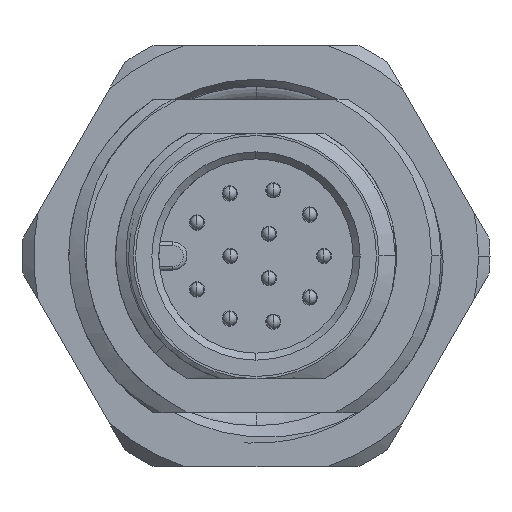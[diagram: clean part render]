
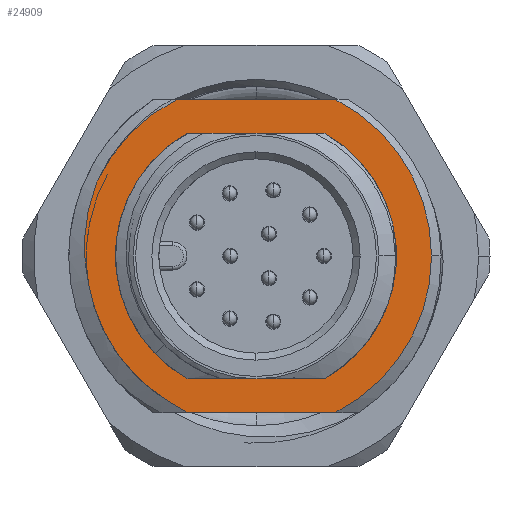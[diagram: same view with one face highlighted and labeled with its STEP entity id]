
A CAD part, left-side view. The second image highlights one B-rep face of the part: STEP entity #24909.
In plain terms, the highlighted planar face has unit normal (-1, 0, 0).
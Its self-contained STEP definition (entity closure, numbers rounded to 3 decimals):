
#375 = CARTESIAN_POINT ( 'NONE',  ( 0., 3.834, -12.854 ) ) ;
#628 = ORIENTED_EDGE ( 'NONE', *, *, #16426, .F. ) ;
#728 = CARTESIAN_POINT ( 'NONE',  ( 0., 6.821, -3.582 ) ) ;
#892 = CARTESIAN_POINT ( 'NONE',  ( 0., 4.266, -12.584 ) ) ;
#1115 = LINE ( 'NONE', #11849, #20437 ) ;
#1117 = CARTESIAN_POINT ( 'NONE',  ( 0., 3.544, -13.058 ) ) ;
#1144 = DIRECTION ( 'NONE',  ( 0., 0.449, 0.893 ) ) ;
#1278 = CARTESIAN_POINT ( 'NONE',  ( 0., 3.37, 0. ) ) ;
#1293 = DIRECTION ( 'NONE',  ( -1., 0., 0. ) ) ;
#1789 = ORIENTED_EDGE ( 'NONE', *, *, #16377, .F. ) ;
#2004 = DIRECTION ( 'NONE',  ( 0., -0.484, -0.875 ) ) ;
#2042 = ORIENTED_EDGE ( 'NONE', *, *, #24128, .T. ) ;
#3089 = VERTEX_POINT ( 'NONE', #34744 ) ;
#3232 = CARTESIAN_POINT ( 'NONE',  ( 0., -2.905, -11.95 ) ) ;
#3422 = VERTEX_POINT ( 'NONE', #33340 ) ;
#3676 = EDGE_CURVE ( 'NONE', #5380, #3422, #13701, .T. ) ;
#3947 = CIRCLE ( 'NONE', #32627, 6. ) ;
#4412 = CARTESIAN_POINT ( 'NONE',  ( 0., 2.905, -11.95 ) ) ;
#4931 = AXIS2_PLACEMENT_3D ( 'NONE', #6409, #27912, #1144 ) ;
#5088 = CIRCLE ( 'NONE', #19717, 7.5 ) ;
#5380 = VERTEX_POINT ( 'NONE', #13014 ) ;
#5560 = B_SPLINE_CURVE_WITH_KNOTS ( 'NONE', 3,
 ( #728, #13770, #21873, #16935, #22399, #11466, #32595, #25198 ),
 .UNSPECIFIED., .F., .F.,
 ( 4, 2, 2, 4 ),
 ( 0., 0.001, 0.002, 0.004 ),
 .UNSPECIFIED. ) ;
#5820 = ORIENTED_EDGE ( 'NONE', *, *, #7343, .T. ) ;
#6034 = CARTESIAN_POINT ( 'NONE',  ( 0., 0., -6.7 ) ) ;
#6045 = DIRECTION ( 'NONE',  ( 0., 1., 0. ) ) ;
#6048 = PLANE ( 'NONE',  #16057 ) ;
#6163 = CARTESIAN_POINT ( 'NONE',  ( 0., 4.663, -12.274 ) ) ;
#6409 = CARTESIAN_POINT ( 'NONE',  ( 0., 0., -6.7 ) ) ;
#6785 = EDGE_LOOP ( 'NONE', ( #16876, #8573, #20325, #13431, #1789, #2042, #27441, #5820 ) ) ;
#6911 = CARTESIAN_POINT ( 'NONE',  ( 0., 3.834, -12.854 ) ) ;
#7343 = EDGE_CURVE ( 'NONE', #23486, #15366, #1115, .T. ) ;
#7346 = DIRECTION ( 'NONE',  ( 0., 1., 0. ) ) ;
#7811 = CARTESIAN_POINT ( 'NONE',  ( 0., 6.821, -3.582 ) ) ;
#8460 = CARTESIAN_POINT ( 'NONE',  ( 0., 6.29, -10.34 ) ) ;
#8573 = ORIENTED_EDGE ( 'NONE', *, *, #17674, .T. ) ;
#8971 = CARTESIAN_POINT ( 'NONE',  ( 0., 2.924, -13.4 ) ) ;
#9201 = CARTESIAN_POINT ( 'NONE',  ( 0., 0., -6.7 ) ) ;
#9811 = CARTESIAN_POINT ( 'NONE',  ( 0., 0., -6.7 ) ) ;
#9935 = DIRECTION ( 'NONE',  ( -1., 0., 0. ) ) ;
#10361 = LINE ( 'NONE', #18645, #21722 ) ;
#10575 = CARTESIAN_POINT ( 'NONE',  ( 0., 3.834, -12.854 ) ) ;
#11058 = VERTEX_POINT ( 'NONE', #10575 ) ;
#11286 = CARTESIAN_POINT ( 'NONE',  ( 0., 6.529, -9.893 ) ) ;
#11335 = FACE_OUTER_BOUND ( 'NONE', #6785, .T. ) ;
#11466 = CARTESIAN_POINT ( 'NONE',  ( 0., 7.369, -6.501 ) ) ;
#11681 = CARTESIAN_POINT ( 'NONE',  ( 0., 2.924, -13.4 ) ) ;
#11849 = CARTESIAN_POINT ( 'NONE',  ( 0., -3.37, 0. ) ) ;
#12221 = CARTESIAN_POINT ( 'NONE',  ( 0., 0., -6.7 ) ) ;
#12286 = DIRECTION ( 'NONE',  ( -1., 0., 0. ) ) ;
#13014 = CARTESIAN_POINT ( 'NONE',  ( 0., -2.905, -11.95 ) ) ;
#13049 = CARTESIAN_POINT ( 'NONE',  ( 0., -3.37, -13.4 ) ) ;
#13431 = ORIENTED_EDGE ( 'NONE', *, *, #24943, .T. ) ;
#13701 = CIRCLE ( 'NONE', #22704, 6. ) ;
#13770 = CARTESIAN_POINT ( 'NONE',  ( 0., 6.958, -3.931 ) ) ;
#13773 = EDGE_CURVE ( 'NONE', #15366, #25788, #26301, .T. ) ;
#13996 = FACE_BOUND ( 'NONE', #18815, .T. ) ;
#14284 = CARTESIAN_POINT ( 'NONE',  ( 0., 6.907, -8.96 ) ) ;
#14318 = DIRECTION ( 'NONE',  ( 0., -0.449, -0.893 ) ) ;
#15039 = CARTESIAN_POINT ( 'NONE',  ( 0., 0., -6.7 ) ) ;
#15366 = VERTEX_POINT ( 'NONE', #1278 ) ;
#15522 = EDGE_CURVE ( 'NONE', #3089, #23486, #5088, .T. ) ;
#16057 = AXIS2_PLACEMENT_3D ( 'NONE', #9201, #1293, #33504 ) ;
#16307 = ORIENTED_EDGE ( 'NONE', *, *, #32210, .T. ) ;
#16377 = EDGE_CURVE ( 'NONE', #21947, #22904, #20212, .T. ) ;
#16382 = VECTOR ( 'NONE', #19603, 1000. ) ;
#16426 = EDGE_CURVE ( 'NONE', #16989, #18025, #3947, .T. ) ;
#16763 = CARTESIAN_POINT ( 'NONE',  ( 0., 5.391, -11.574 ) ) ;
#16876 = ORIENTED_EDGE ( 'NONE', *, *, #13773, .T. ) ;
#16935 = CARTESIAN_POINT ( 'NONE',  ( 0., 7.232, -5.013 ) ) ;
#16989 = VERTEX_POINT ( 'NONE', #20440 ) ;
#17027 = B_SPLINE_CURVE_WITH_KNOTS ( 'NONE', 3,
 ( #6911, #1117, #25416, #11681 ),
 .UNSPECIFIED., .F., .F.,
 ( 4, 4 ),
 ( 0., 1. ),
 .UNSPECIFIED. ) ;
#17171 = AXIS2_PLACEMENT_3D ( 'NONE', #15039, #32986, #25770 ) ;
#17674 = EDGE_CURVE ( 'NONE', #25788, #18208, #5560, .T. ) ;
#18025 = VERTEX_POINT ( 'NONE', #4412 ) ;
#18208 = VERTEX_POINT ( 'NONE', #28808 ) ;
#18302 = ORIENTED_EDGE ( 'NONE', *, *, #3676, .F. ) ;
#18645 = CARTESIAN_POINT ( 'NONE',  ( 0., -2.905, -1.45 ) ) ;
#18815 = EDGE_LOOP ( 'NONE', ( #21531, #18302, #16307, #628 ) ) ;
#19566 = CARTESIAN_POINT ( 'NONE',  ( 0., 7.048, -8.47 ) ) ;
#19603 = DIRECTION ( 'NONE',  ( 0., 1., 0. ) ) ;
#19717 = AXIS2_PLACEMENT_3D ( 'NONE', #6034, #28224, #14318 ) ;
#20212 = LINE ( 'NONE', #28307, #21400 ) ;
#20325 = ORIENTED_EDGE ( 'NONE', *, *, #22856, .T. ) ;
#20437 = VECTOR ( 'NONE', #6045, 1000. ) ;
#20440 = CARTESIAN_POINT ( 'NONE',  ( 0., 2.905, -1.45 ) ) ;
#21400 = VECTOR ( 'NONE', #7346, 1000. ) ;
#21531 = ORIENTED_EDGE ( 'NONE', *, *, #30253, .F. ) ;
#21722 = VECTOR ( 'NONE', #26738, 1000. ) ;
#21873 = CARTESIAN_POINT ( 'NONE',  ( 0., 7.068, -4.288 ) ) ;
#21947 = VERTEX_POINT ( 'NONE', #13049 ) ;
#22399 = CARTESIAN_POINT ( 'NONE',  ( 0., 7.288, -5.385 ) ) ;
#22704 = AXIS2_PLACEMENT_3D ( 'NONE', #12221, #9935, #2004 ) ;
#22856 = EDGE_CURVE ( 'NONE', #18208, #11058, #34529, .T. ) ;
#22904 = VERTEX_POINT ( 'NONE', #8971 ) ;
#23486 = VERTEX_POINT ( 'NONE', #31245 ) ;
#24128 = EDGE_CURVE ( 'NONE', #21947, #3089, #28986, .T. ) ;
#24909 = ADVANCED_FACE ( 'NONE', ( #13996, #11335 ), #6048, .T. ) ;
#24943 = EDGE_CURVE ( 'NONE', #11058, #22904, #17027, .T. ) ;
#25198 = CARTESIAN_POINT ( 'NONE',  ( 0., 7.138, -7.969 ) ) ;
#25416 = CARTESIAN_POINT ( 'NONE',  ( 0., 3.241, -13.24 ) ) ;
#25770 = DIRECTION ( 'NONE',  ( 0., -0.449, -0.893 ) ) ;
#25788 = VERTEX_POINT ( 'NONE', #7811 ) ;
#26301 = CIRCLE ( 'NONE', #4931, 7.5 ) ;
#26738 = DIRECTION ( 'NONE',  ( 0., 1., 0. ) ) ;
#27441 = ORIENTED_EDGE ( 'NONE', *, *, #15522, .T. ) ;
#27912 = DIRECTION ( 'NONE',  ( -1., 0., 0. ) ) ;
#28224 = DIRECTION ( 'NONE',  ( -1., 0., 0. ) ) ;
#28307 = CARTESIAN_POINT ( 'NONE',  ( 0., -3.37, -13.4 ) ) ;
#28808 = CARTESIAN_POINT ( 'NONE',  ( 0., 7.138, -7.969 ) ) ;
#28986 = CIRCLE ( 'NONE', #17171, 7.5 ) ;
#30253 = EDGE_CURVE ( 'NONE', #3422, #16989, #10361, .T. ) ;
#30287 = CARTESIAN_POINT ( 'NONE',  ( 0., 5.72, -11.182 ) ) ;
#30631 = CARTESIAN_POINT ( 'NONE',  ( 0., 7.138, -7.969 ) ) ;
#31245 = CARTESIAN_POINT ( 'NONE',  ( 0., -3.37, 0. ) ) ;
#32210 = EDGE_CURVE ( 'NONE', #5380, #18025, #33317, .T. ) ;
#32595 = CARTESIAN_POINT ( 'NONE',  ( 0., 7.311, -7.238 ) ) ;
#32627 = AXIS2_PLACEMENT_3D ( 'NONE', #9811, #12286, #33756 ) ;
#32986 = DIRECTION ( 'NONE',  ( -1., 0., 0. ) ) ;
#33317 = LINE ( 'NONE', #3232, #16382 ) ;
#33340 = CARTESIAN_POINT ( 'NONE',  ( 0., -2.905, -1.45 ) ) ;
#33504 = DIRECTION ( 'NONE',  ( 0., 0., 1. ) ) ;
#33756 = DIRECTION ( 'NONE',  ( 0., 0.484, 0.875 ) ) ;
#34529 = B_SPLINE_CURVE_WITH_KNOTS ( 'NONE', 3,
 ( #30631, #19566, #14284, #11286, #8460, #30287, #16763, #6163, #892, #375 ),
 .UNSPECIFIED., .F., .F.,
 ( 4, 2, 2, 2, 4 ),
 ( 0., 0.002, 0.003, 0.005, 0.006 ),
 .UNSPECIFIED. ) ;
#34744 = CARTESIAN_POINT ( 'NONE',  ( 0., -7.5, -6.7 ) ) ;
